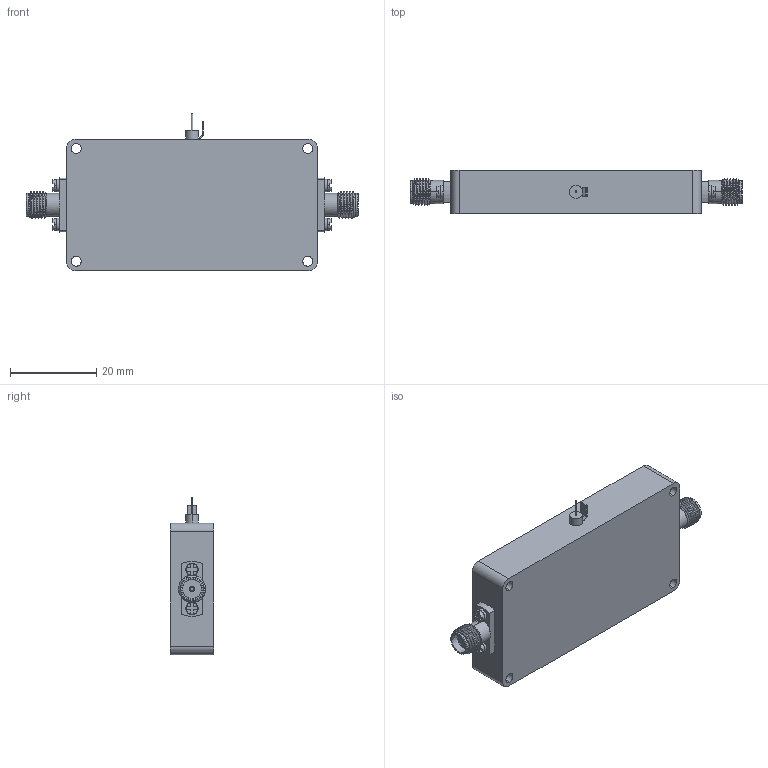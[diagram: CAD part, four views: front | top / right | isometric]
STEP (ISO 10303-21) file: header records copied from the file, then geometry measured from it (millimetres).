
FILE_DESCRIPTION (( 'STEP AP214' ), '1' );
FILE_NAME ('FM82P2008_3D.step', '2023-03-16T18:20:44', ( '' ), ( '' ), 'SwSTEP 2.0', 'SolidWorks 2022', '' );
FILE_SCHEMA (( 'AUTOMOTIVE_DESIGN' ));
Length unit declared in the file: millimetre
Products named in the file (5): FM82P2008_3D; FM82P2008_Base Model; FM82P5024_SCREW 4-40; PE45572 ¦ FMCN1622; FM82P5024_WASHER
Assembly tree (11 placements, depth 2):
  FM82P2008_3D
    FM82P2008_Base Model
    PE45572 ¦ FMCN1622  x2
    FM82P5024_SCREW 4-40  x4
    FM82P5024_WASHER  x4
Bounding box: 76.9 x 10 x 36.5 mm (x, y, z)
Volume: 17749.6 mm3; surface area: 7093.8 mm2
Topology: 23 solids, 23 shells, 918 faces, 2297 edges, 1484 vertices
Faces by surface type: plane 480, cylinder 184, bspline 136, cone 118
Entity records: 23847 total; most frequent: CARTESIAN_POINT 8227, ORIENTED_EDGE 3426, DIRECTION 2448, EDGE_CURVE 1713, VERTEX_POINT 1127, AXIS2_PLACEMENT_3D 820, VECTOR 808, LINE 808
